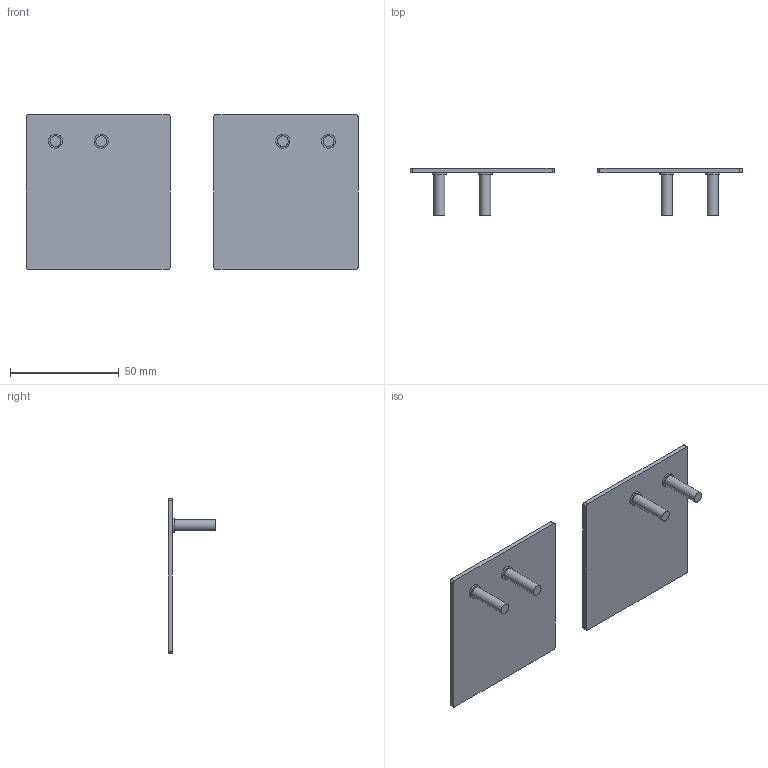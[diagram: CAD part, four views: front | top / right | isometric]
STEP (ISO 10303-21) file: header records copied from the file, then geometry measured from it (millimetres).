
FILE_DESCRIPTION(/* description */ (''),/* implementation_level */ '2;1');
FILE_NAME(/* name */ 'GB3300.stp',/* time_stamp */ '2019-08-26T09:49:19+02:00',/* author */ ('WG'),/* organization */ (''),/* preprocessor_version */ 'ST-DEVELOPER v17.2',/* originating_system */ 'Autodesk Inventor 2019',/* authorisation */ '');
FILE_SCHEMA (('AUTOMOTIVE_DESIGN { 1 0 10303 214 3 1 1 }'));
Length unit declared in the file: millimetre
Products named in the file (5): GB3300; 23314; 23315; 23319; 23337
Assembly tree (8 placements, depth 3):
  GB3300
    23314
      23319
      23337  x2
    23315
      23319
      23337  x2
Bounding box: 152.4 x 22 x 71 mm (x, y, z)
Volume: 20428.7 mm3; surface area: 21435.5 mm2
Topology: 6 solids, 6 shells, 52 faces, 120 edges, 88 vertices
Faces by surface type: plane 28, cylinder 20, cone 4
Full cylindrical faces by diameter (mm): 0.75 x4, 5 x4, 6.5 x4
Entity records: 734 total; most frequent: DIRECTION 126, CARTESIAN_POINT 103, ORIENTED_EDGE 84, AXIS2_PLACEMENT_3D 53, EDGE_CURVE 42, VERTEX_POINT 30, CIRCLE 22, EDGE_LOOP 20
